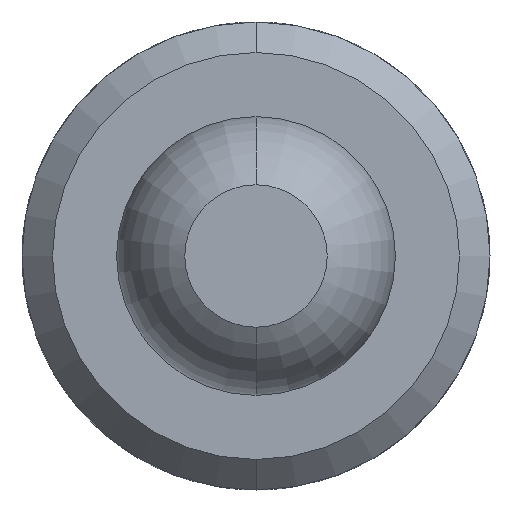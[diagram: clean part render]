
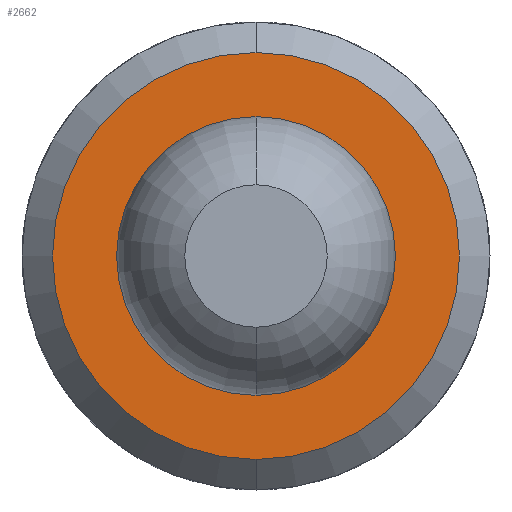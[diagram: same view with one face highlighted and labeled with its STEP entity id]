
A CAD part, front view. The second image highlights one B-rep face of the part: STEP entity #2662.
In plain terms, the highlighted planar face has unit normal (0, -1, 0).
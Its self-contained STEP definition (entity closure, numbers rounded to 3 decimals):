
#373 = ORIENTED_EDGE ( 'NONE', *, *, #4248, .F. ) ;
#428 = CIRCLE ( 'NONE', #961, 0.35 ) ;
#648 = ORIENTED_EDGE ( 'NONE', *, *, #3850, .T. ) ;
#724 = CARTESIAN_POINT ( 'NONE',  ( 0., 7.3, -1. ) ) ;
#750 = DIRECTION ( 'NONE',  ( 0., 0., 1. ) ) ;
#902 = DIRECTION ( 'NONE',  ( 0., 1., 0. ) ) ;
#961 = AXIS2_PLACEMENT_3D ( 'NONE', #2017, #1576, #750 ) ;
#1109 = VERTEX_POINT ( 'NONE', #724 ) ;
#1211 = CIRCLE ( 'NONE', #1745, 0.35 ) ;
#1406 = DIRECTION ( 'NONE',  ( 0., 0., 1. ) ) ;
#1459 = CARTESIAN_POINT ( 'NONE',  ( 0., 7.3, 0. ) ) ;
#1464 = CARTESIAN_POINT ( 'NONE',  ( 0.35, 7.3, 0. ) ) ;
#1576 = DIRECTION ( 'NONE',  ( 0., 1., 0. ) ) ;
#1686 = CARTESIAN_POINT ( 'NONE',  ( 0., 7.3, 0.35 ) ) ;
#1745 = AXIS2_PLACEMENT_3D ( 'NONE', #1459, #4228, #3040 ) ;
#1752 = CARTESIAN_POINT ( 'NONE',  ( 0., 7.3, -0.35 ) ) ;
#1946 = AXIS2_PLACEMENT_3D ( 'NONE', #2490, #3701, #2116 ) ;
#2017 = CARTESIAN_POINT ( 'NONE',  ( 0., 7.3, 0. ) ) ;
#2116 = DIRECTION ( 'NONE',  ( 0., 0., 1. ) ) ;
#2120 = AXIS2_PLACEMENT_3D ( 'NONE', #1464, #2257, #1406 ) ;
#2126 = EDGE_CURVE ( 'Defeature ausgef�hrt2_19+Defeature ausgef�hrt2_20+Defeature ausgef�hrt2_20+Defeature ausgef�hrt2_20', #4572, #4253, #1211, .T. ) ;
#2257 = DIRECTION ( 'NONE',  ( 0., 1., 0. ) ) ;
#2351 = AXIS2_PLACEMENT_3D ( 'NONE', #2474, #902, #3292 ) ;
#2474 = CARTESIAN_POINT ( 'NONE',  ( 0., 7.3, 0. ) ) ;
#2490 = CARTESIAN_POINT ( 'NONE',  ( 0., 7.3, 0. ) ) ;
#2662 = ADVANCED_FACE ( 'Defeature ausgef�hrt2_19', ( #3640, #3563 ), #3843, .F. ) ;
#2709 = VERTEX_POINT ( 'NONE', #3500 ) ;
#2827 = ORIENTED_EDGE ( 'NONE', *, *, #2126, .T. ) ;
#3040 = DIRECTION ( 'NONE',  ( 0., 0., 1. ) ) ;
#3292 = DIRECTION ( 'NONE',  ( 0., 0., 1. ) ) ;
#3324 = EDGE_CURVE ( 'Defeature ausgef�hrt2_18+Defeature ausgef�hrt2_19+Defeature ausgef�hrt2_19+Defeature ausgef�hrt2_19', #2709, #1109, #3875, .T. ) ;
#3500 = CARTESIAN_POINT ( 'NONE',  ( 0., 7.3, 1. ) ) ;
#3563 = FACE_BOUND ( 'NONE', #3643, .T. ) ;
#3640 = FACE_OUTER_BOUND ( 'NONE', #4306, .T. ) ;
#3643 = EDGE_LOOP ( 'NONE', ( #2827, #648 ) ) ;
#3701 = DIRECTION ( 'NONE',  ( 0., 1., 0. ) ) ;
#3843 = PLANE ( 'NONE',  #2120 ) ;
#3846 = ORIENTED_EDGE ( 'NONE', *, *, #3324, .F. ) ;
#3850 = EDGE_CURVE ( 'Defeature ausgef�hrt2_19+Defeature ausgef�hrt2_20+Defeature ausgef�hrt2_20+Defeature ausgef�hrt2_20', #4253, #4572, #428, .T. ) ;
#3870 = CIRCLE ( 'NONE', #2351, 1. ) ;
#3875 = CIRCLE ( 'NONE', #1946, 1. ) ;
#4228 = DIRECTION ( 'NONE',  ( 0., 1., 0. ) ) ;
#4248 = EDGE_CURVE ( 'Defeature ausgef�hrt2_18+Defeature ausgef�hrt2_19+Defeature ausgef�hrt2_19+Defeature ausgef�hrt2_19', #1109, #2709, #3870, .T. ) ;
#4253 = VERTEX_POINT ( 'NONE', #1752 ) ;
#4306 = EDGE_LOOP ( 'NONE', ( #3846, #373 ) ) ;
#4572 = VERTEX_POINT ( 'NONE', #1686 ) ;
